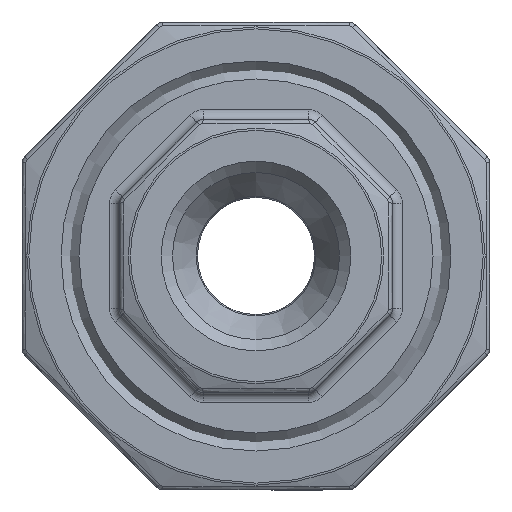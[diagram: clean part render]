
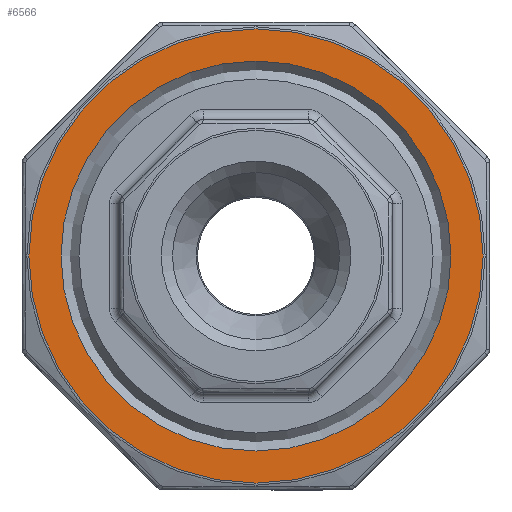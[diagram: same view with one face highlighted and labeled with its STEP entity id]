
A CAD part, left-side view. The second image highlights one B-rep face of the part: STEP entity #6566.
In plain terms, the highlighted planar face has unit normal (-1, 0, 0).
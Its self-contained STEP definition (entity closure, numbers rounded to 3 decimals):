
#343 = CARTESIAN_POINT ( 'NONE',  ( -8., 0., -10. ) ) ;
#423 = CARTESIAN_POINT ( 'NONE',  ( -8., 0., 0. ) ) ;
#427 = EDGE_LOOP ( 'NONE', ( #4893 ) ) ;
#1427 = DIRECTION ( 'NONE',  ( 0., 0., 1. ) ) ;
#4876 = CIRCLE ( 'NONE', #8064, 10. ) ;
#4893 = ORIENTED_EDGE ( 'NONE', *, *, #15206, .T. ) ;
#4976 = FACE_BOUND ( 'NONE', #427, .T. ) ;
#5163 = CIRCLE ( 'NONE', #8346, 11.647 ) ;
#6566 = ADVANCED_FACE ( 'NONE', ( #9656, #4976 ), #7973, .T. ) ;
#7171 = DIRECTION ( 'NONE',  ( -1., 0., 0. ) ) ;
#7973 = PLANE ( 'NONE',  #20857 ) ;
#8064 = AXIS2_PLACEMENT_3D ( 'NONE', #423, #20732, #13964 ) ;
#8346 = AXIS2_PLACEMENT_3D ( 'NONE', #10400, #7171, #13732 ) ;
#9656 = FACE_OUTER_BOUND ( 'NONE', #18568, .T. ) ;
#9868 = CARTESIAN_POINT ( 'NONE',  ( -8., 19.19, 0. ) ) ;
#10400 = CARTESIAN_POINT ( 'NONE',  ( -8., 0., 0. ) ) ;
#11197 = EDGE_CURVE ( 'NONE', #13447, #13447, #5163, .T. ) ;
#13447 = VERTEX_POINT ( 'NONE', #21905 ) ;
#13732 = DIRECTION ( 'NONE',  ( 0., 0., 1. ) ) ;
#13964 = DIRECTION ( 'NONE',  ( 0., 0., -1. ) ) ;
#15206 = EDGE_CURVE ( 'NONE', #15543, #15543, #4876, .T. ) ;
#15543 = VERTEX_POINT ( 'NONE', #343 ) ;
#16636 = DIRECTION ( 'NONE',  ( -1., 0., 0. ) ) ;
#18568 = EDGE_LOOP ( 'NONE', ( #21847 ) ) ;
#20732 = DIRECTION ( 'NONE',  ( 1., 0., 0. ) ) ;
#20857 = AXIS2_PLACEMENT_3D ( 'NONE', #9868, #16636, #1427 ) ;
#21847 = ORIENTED_EDGE ( 'NONE', *, *, #11197, .T. ) ;
#21905 = CARTESIAN_POINT ( 'NONE',  ( -8., 0., 11.647 ) ) ;
